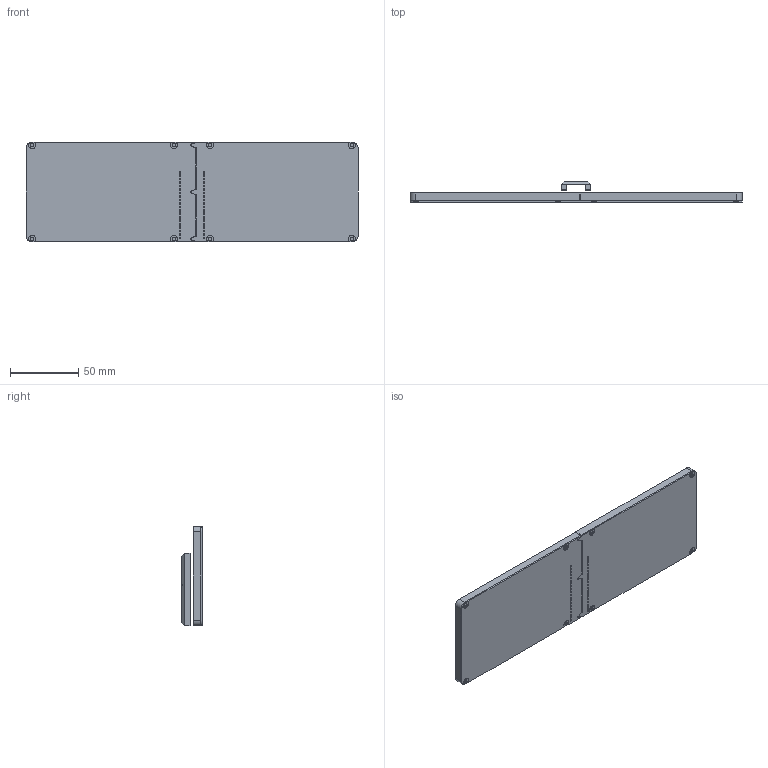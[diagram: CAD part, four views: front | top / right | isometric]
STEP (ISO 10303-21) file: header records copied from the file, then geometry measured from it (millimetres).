
FILE_DESCRIPTION(/* description */ (''),/* implementation_level */ '2;1');
FILE_NAME(/* name */ 'pancake_handwired_case.step',/* time_stamp */ '2022-12-26T18:20:35Z',/* author */ (''),/* organization */ (''),/* preprocessor_version */ 'ST-DEVELOPER v19.2',/* originating_system */ 'Autodesk Translation Framework v11.17.0.187',/* authorisation */ '');
FILE_SCHEMA (('AUTOMOTIVE_DESIGN { 1 0 10303 214 3 1 1 }'));
Length unit declared in the file: millimetre
Products named in the file (1): pancake
Bounding box: 243.3 x 14.9 x 72.8 mm (x, y, z)
Volume: 41201.9 mm3; surface area: 67938 mm2
Topology: 5 solids, 5 shells, 544 faces, 1494 edges, 992 vertices
Faces by surface type: plane 342, cylinder 164, bspline 38
Full cylindrical faces by diameter (mm): 1.2 x80, 2.2 x40, 2.5 x16
Entity records: 17946 total; most frequent: CARTESIAN_POINT 3525, ORIENTED_EDGE 2988, DIRECTION 2764, EDGE_CURVE 1494, LINE 1086, VECTOR 1086, VERTEX_POINT 992, EDGE_LOOP 848
